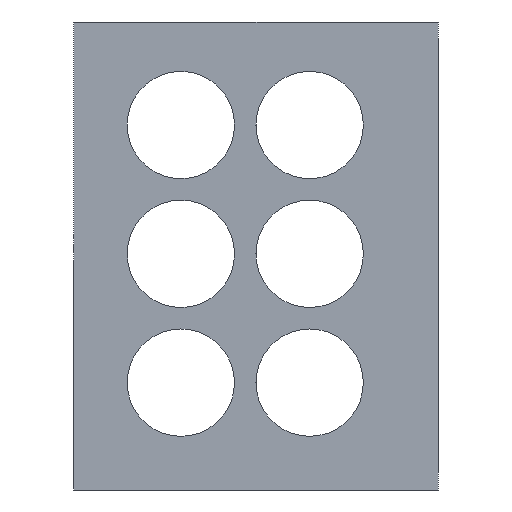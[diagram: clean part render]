
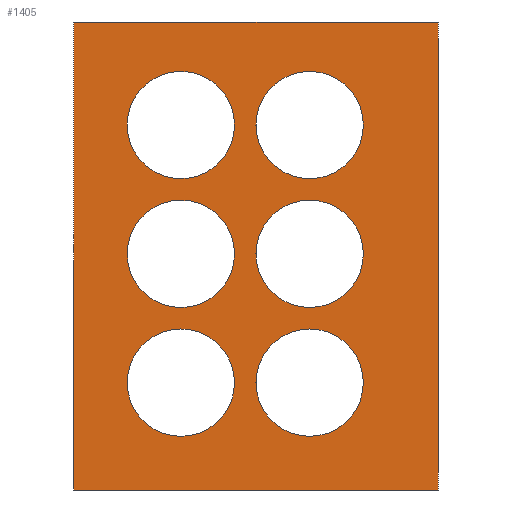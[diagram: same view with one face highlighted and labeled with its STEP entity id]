
A CAD part, left-side view. The second image highlights one B-rep face of the part: STEP entity #1405.
In plain terms, the highlighted planar face has unit normal (-1, 0, 0).
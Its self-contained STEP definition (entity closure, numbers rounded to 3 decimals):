
#1=DIRECTION('',(0.,0.,1.));
#2=VECTOR('',#1,109.);
#3=CARTESIAN_POINT('',(-84.5,0.,-54.5));
#4=LINE('',#3,#2);
#33=DIRECTION('',(0.,1.,0.));
#34=VECTOR('',#33,85.);
#35=CARTESIAN_POINT('',(-84.5,0.,-54.5));
#36=LINE('',#35,#34);
#37=CARTESIAN_POINT('',(-84.5,30.,-29.5));
#38=DIRECTION('',(1.,0.,0.));
#39=DIRECTION('',(0.,1.,0.));
#40=AXIS2_PLACEMENT_3D('',#37,#38,#39);
#42=CARTESIAN_POINT('',(-84.5,30.,-29.5));
#43=DIRECTION('',(1.,0.,0.));
#44=DIRECTION('',(0.,-1.,0.));
#45=AXIS2_PLACEMENT_3D('',#42,#43,#44);
#47=CARTESIAN_POINT('',(-84.5,60.,-29.5));
#48=DIRECTION('',(1.,0.,0.));
#49=DIRECTION('',(0.,1.,0.));
#50=AXIS2_PLACEMENT_3D('',#47,#48,#49);
#52=CARTESIAN_POINT('',(-84.5,60.,-29.5));
#53=DIRECTION('',(1.,0.,0.));
#54=DIRECTION('',(0.,-1.,0.));
#55=AXIS2_PLACEMENT_3D('',#52,#53,#54);
#57=CARTESIAN_POINT('',(-84.5,30.,0.5));
#58=DIRECTION('',(1.,0.,0.));
#59=DIRECTION('',(0.,1.,0.));
#60=AXIS2_PLACEMENT_3D('',#57,#58,#59);
#62=CARTESIAN_POINT('',(-84.5,30.,0.5));
#63=DIRECTION('',(1.,0.,0.));
#64=DIRECTION('',(0.,-1.,0.));
#65=AXIS2_PLACEMENT_3D('',#62,#63,#64);
#67=CARTESIAN_POINT('',(-84.5,60.,0.5));
#68=DIRECTION('',(1.,0.,0.));
#69=DIRECTION('',(0.,1.,0.));
#70=AXIS2_PLACEMENT_3D('',#67,#68,#69);
#72=CARTESIAN_POINT('',(-84.5,60.,0.5));
#73=DIRECTION('',(1.,0.,0.));
#74=DIRECTION('',(0.,-1.,0.));
#75=AXIS2_PLACEMENT_3D('',#72,#73,#74);
#77=CARTESIAN_POINT('',(-84.5,30.,30.5));
#78=DIRECTION('',(1.,0.,0.));
#79=DIRECTION('',(0.,1.,0.));
#80=AXIS2_PLACEMENT_3D('',#77,#78,#79);
#82=CARTESIAN_POINT('',(-84.5,30.,30.5));
#83=DIRECTION('',(1.,0.,0.));
#84=DIRECTION('',(0.,-1.,0.));
#85=AXIS2_PLACEMENT_3D('',#82,#83,#84);
#87=CARTESIAN_POINT('',(-84.5,60.,30.5));
#88=DIRECTION('',(1.,0.,0.));
#89=DIRECTION('',(0.,1.,0.));
#90=AXIS2_PLACEMENT_3D('',#87,#88,#89);
#92=CARTESIAN_POINT('',(-84.5,60.,30.5));
#93=DIRECTION('',(1.,0.,0.));
#94=DIRECTION('',(0.,-1.,0.));
#95=AXIS2_PLACEMENT_3D('',#92,#93,#94);
#149=DIRECTION('',(0.,0.,1.));
#150=VECTOR('',#149,109.);
#151=CARTESIAN_POINT('',(-84.5,85.,-54.5));
#152=LINE('',#151,#150);
#879=DIRECTION('',(0.,1.,0.));
#880=VECTOR('',#879,85.);
#881=CARTESIAN_POINT('',(-84.5,0.,54.5));
#882=LINE('',#881,#880);
#1025=CARTESIAN_POINT('',(-84.5,0.,-54.5));
#1026=CARTESIAN_POINT('',(-84.5,0.,54.5));
#1027=VERTEX_POINT('',#1025);
#1028=VERTEX_POINT('',#1026);
#1033=CARTESIAN_POINT('',(-84.5,85.,-54.5));
#1034=CARTESIAN_POINT('',(-84.5,85.,54.5));
#1035=VERTEX_POINT('',#1033);
#1036=VERTEX_POINT('',#1034);
#1061=CARTESIAN_POINT('',(-84.5,42.5,-29.5));
#1062=CARTESIAN_POINT('',(-84.5,17.5,-29.5));
#1063=VERTEX_POINT('',#1061);
#1064=VERTEX_POINT('',#1062);
#1069=CARTESIAN_POINT('',(-84.5,72.5,-29.5));
#1070=CARTESIAN_POINT('',(-84.5,47.5,-29.5));
#1071=VERTEX_POINT('',#1069);
#1072=VERTEX_POINT('',#1070);
#1075=CARTESIAN_POINT('',(-84.5,42.5,0.5));
#1076=CARTESIAN_POINT('',(-84.5,17.5,0.5));
#1077=VERTEX_POINT('',#1075);
#1078=VERTEX_POINT('',#1076);
#1083=CARTESIAN_POINT('',(-84.5,72.5,0.5));
#1084=CARTESIAN_POINT('',(-84.5,47.5,0.5));
#1085=VERTEX_POINT('',#1083);
#1086=VERTEX_POINT('',#1084);
#1089=CARTESIAN_POINT('',(-84.5,42.5,30.5));
#1090=CARTESIAN_POINT('',(-84.5,17.5,30.5));
#1091=VERTEX_POINT('',#1089);
#1092=VERTEX_POINT('',#1090);
#1097=CARTESIAN_POINT('',(-84.5,72.5,30.5));
#1098=CARTESIAN_POINT('',(-84.5,47.5,30.5));
#1099=VERTEX_POINT('',#1097);
#1100=VERTEX_POINT('',#1098);
#1355=CARTESIAN_POINT('',(-84.5,0.,-54.5));
#1356=DIRECTION('',(-1.,0.,0.));
#1357=DIRECTION('',(0.,0.,1.));
#1358=AXIS2_PLACEMENT_3D('',#1355,#1356,#1357);
#1359=PLANE('',#1358);
#1360=ORIENTED_EDGE('',*,*,#1334,.F.);
#1362=ORIENTED_EDGE('',*,*,#1361,.T.);
#1364=ORIENTED_EDGE('',*,*,#1363,.T.);
#1366=ORIENTED_EDGE('',*,*,#1365,.F.);
#1367=EDGE_LOOP('',(#1360,#1362,#1364,#1366));
#1368=FACE_OUTER_BOUND('',#1367,.F.);
#1370=ORIENTED_EDGE('',*,*,#1369,.F.);
#1372=ORIENTED_EDGE('',*,*,#1371,.F.);
#1373=EDGE_LOOP('',(#1370,#1372));
#1374=FACE_BOUND('',#1373,.F.);
#1376=ORIENTED_EDGE('',*,*,#1375,.F.);
#1378=ORIENTED_EDGE('',*,*,#1377,.F.);
#1379=EDGE_LOOP('',(#1376,#1378));
#1380=FACE_BOUND('',#1379,.F.);
#1382=ORIENTED_EDGE('',*,*,#1381,.F.);
#1384=ORIENTED_EDGE('',*,*,#1383,.F.);
#1385=EDGE_LOOP('',(#1382,#1384));
#1386=FACE_BOUND('',#1385,.F.);
#1388=ORIENTED_EDGE('',*,*,#1387,.F.);
#1390=ORIENTED_EDGE('',*,*,#1389,.F.);
#1391=EDGE_LOOP('',(#1388,#1390));
#1392=FACE_BOUND('',#1391,.F.);
#1394=ORIENTED_EDGE('',*,*,#1393,.F.);
#1396=ORIENTED_EDGE('',*,*,#1395,.F.);
#1397=EDGE_LOOP('',(#1394,#1396));
#1398=FACE_BOUND('',#1397,.F.);
#1400=ORIENTED_EDGE('',*,*,#1399,.F.);
#1402=ORIENTED_EDGE('',*,*,#1401,.F.);
#1403=EDGE_LOOP('',(#1400,#1402));
#1404=FACE_BOUND('',#1403,.F.);
#1405=ADVANCED_FACE('',(#1368,#1374,#1380,#1386,#1392,#1398,#1404),#1359,.T.);
#41=CIRCLE('',#40,12.5);
#46=CIRCLE('',#45,12.5);
#51=CIRCLE('',#50,12.5);
#56=CIRCLE('',#55,12.5);
#61=CIRCLE('',#60,12.5);
#66=CIRCLE('',#65,12.5);
#71=CIRCLE('',#70,12.5);
#76=CIRCLE('',#75,12.5);
#81=CIRCLE('',#80,12.5);
#86=CIRCLE('',#85,12.5);
#91=CIRCLE('',#90,12.5);
#96=CIRCLE('',#95,12.5);
#1334=EDGE_CURVE('',#1027,#1028,#4,.T.);
#1361=EDGE_CURVE('',#1027,#1035,#36,.T.);
#1363=EDGE_CURVE('',#1035,#1036,#152,.T.);
#1365=EDGE_CURVE('',#1028,#1036,#882,.T.);
#1369=EDGE_CURVE('',#1063,#1064,#41,.T.);
#1371=EDGE_CURVE('',#1064,#1063,#46,.T.);
#1375=EDGE_CURVE('',#1071,#1072,#51,.T.);
#1377=EDGE_CURVE('',#1072,#1071,#56,.T.);
#1381=EDGE_CURVE('',#1077,#1078,#61,.T.);
#1383=EDGE_CURVE('',#1078,#1077,#66,.T.);
#1387=EDGE_CURVE('',#1085,#1086,#71,.T.);
#1389=EDGE_CURVE('',#1086,#1085,#76,.T.);
#1393=EDGE_CURVE('',#1091,#1092,#81,.T.);
#1395=EDGE_CURVE('',#1092,#1091,#86,.T.);
#1399=EDGE_CURVE('',#1099,#1100,#91,.T.);
#1401=EDGE_CURVE('',#1100,#1099,#96,.T.);
